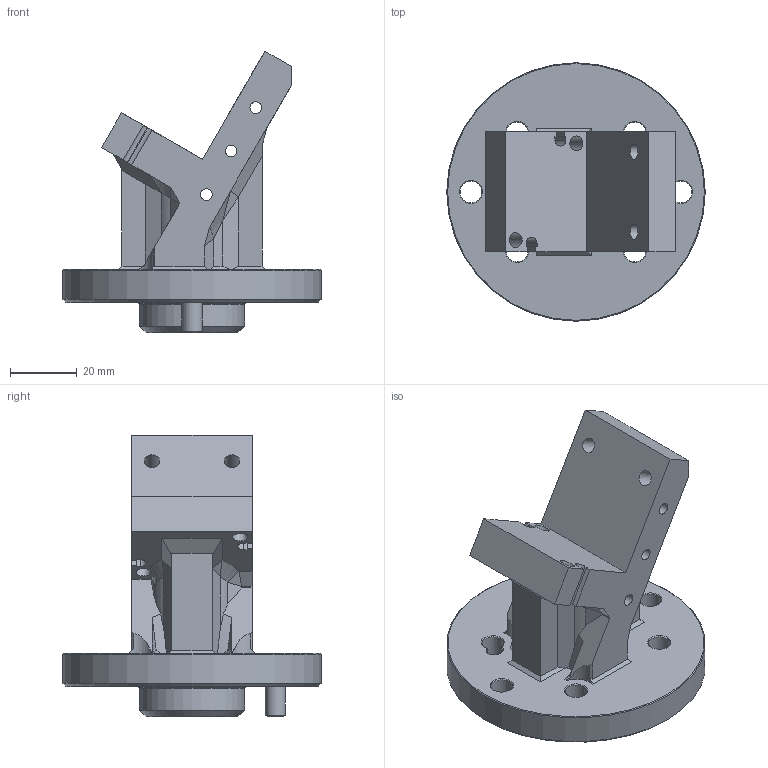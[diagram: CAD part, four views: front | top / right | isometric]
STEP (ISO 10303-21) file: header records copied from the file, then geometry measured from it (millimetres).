
FILE_DESCRIPTION(/* description */ (''),/* implementation_level */ '2;1');
FILE_NAME(/* name */ 'pneumatic_lite.step',/* time_stamp */ '2024-11-21T18:09:11+01:00',/* author */ (''),/* organization */ (''),/* preprocessor_version */ 'ST-DEVELOPER v20',/* originating_system */ 'Autodesk Translation Framework v13.20.0.188',/* authorisation */ '');
FILE_SCHEMA (('AUTOMOTIVE_DESIGN { 1 0 10303 214 3 1 1 }'));
Length unit declared in the file: millimetre
Products named in the file (2): pneumatic_lite_0.1; SUPPORTO_PQ
Assembly tree (1 placements, depth 2):
  pneumatic_lite_0.1
    SUPPORTO_PQ
Bounding box: 77.5 x 77.5 x 84.48 mm (x, y, z)
Volume: 104952.3 mm3; surface area: 25029.4 mm2
Topology: 1 solids, 1 shells, 155 faces, 402 edges, 251 vertices
Faces by surface type: plane 79, cylinder 28, cone 21, bspline 19, torus 8
Full cylindrical faces by diameter (mm): 3.5 x3, 4.3 x1, 4.5 x4, 6 x1, 6.5 x6, 31.5 x1, 77.5 x1
Entity records: 5452 total; most frequent: CARTESIAN_POINT 1677, ORIENTED_EDGE 804, DIRECTION 718, EDGE_CURVE 402, VERTEX_POINT 251, AXIS2_PLACEMENT_3D 241, LINE 236, VECTOR 236
